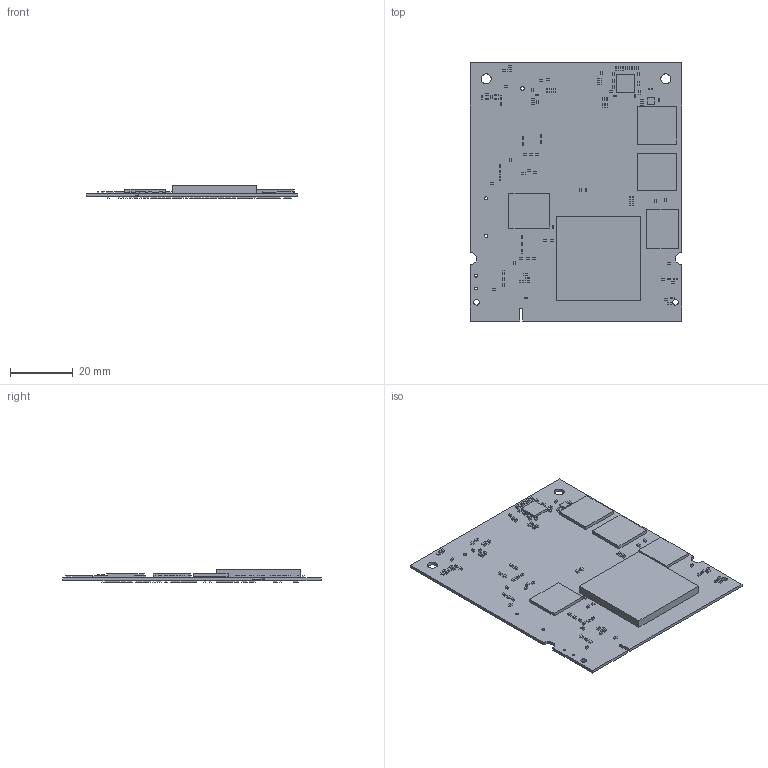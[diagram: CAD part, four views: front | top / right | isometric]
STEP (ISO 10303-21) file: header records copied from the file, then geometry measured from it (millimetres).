
FILE_DESCRIPTION(('Open CASCADE Model'),'2;1');
FILE_NAME('Open CASCADE Shape Model','2012-04-17T15:26:03',('Author'),( 'Open CASCADE'),'Open CASCADE STEP processor 6.2','Open CASCADE 6.2' ,'Unknown');
FILE_SCHEMA(('AUTOMOTIVE_DESIGN { 1 0 10303 214 1 1 1 1 }'));
Length unit declared in the file: millimetre
Products named in the file (274): PCB; Board; C338; 526557600; Extruded; C329; 664328080; C316; 526557856; C293; 526557728; C270; C255; C227; C226; C225; C220; C219; C218; C212; C211; C209; C202; C201; C200; C199; C193; C192; C181; C180; C166; C164; C125; C124; C122; C120; C119; C117; R71; R68 ...
Assembly tree (515 placements, depth 4):
  PCB
    Board
    C338
      526557600
        Extruded
    C329
      664328080
        Extruded
    C316
      526557856
        Extruded
    C293
      526557728
        Extruded
    C270
      526557600
        Extruded
    C255
      664328080
        Extruded
    C227
      526557856
        Extruded
    C226
      526557856
        Extruded
    C225
      526557856
        Extruded
    C220
      526557856
        Extruded
    C219
      526557856
        Extruded
    C218
      526557856
        Extruded
    C212
      526557856
        Extruded
    C211
      526557856
        Extruded
    C209
      526557728
        Extruded
    C202
      526557856
        Extruded
    C201
      526557856
        Extruded
    C200
      526557856
        Extruded
    C199
      526557856
        Extruded
    C193
Bounding box: 67.6 x 82.55 x 4.12 mm (x, y, z)
Volume: 7709.3 mm3; surface area: 15341.3 mm2
Topology: 253 solids, 253 shells, 1577 faces, 3213 edges, 2142 vertices
Faces by surface type: plane 1567, cylinder 10
Full cylindrical faces by diameter (mm): 0.7 x1, 0.889 x2, 1 x2, 1.1 x1, 1.8 x2, 3.175 x2
Entity records: 14712 total; most frequent: DIRECTION 2209, CARTESIAN_POINT 1894, LINE 887, VECTOR 887, PRODUCT_DEFINITION_SHAPE 789, AXIS2_PLACEMENT_3D 661, ORIENTED_EDGE 618, PCURVE 618
